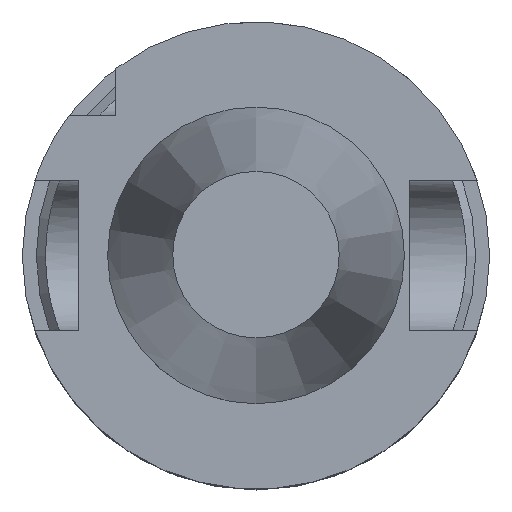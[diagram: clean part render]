
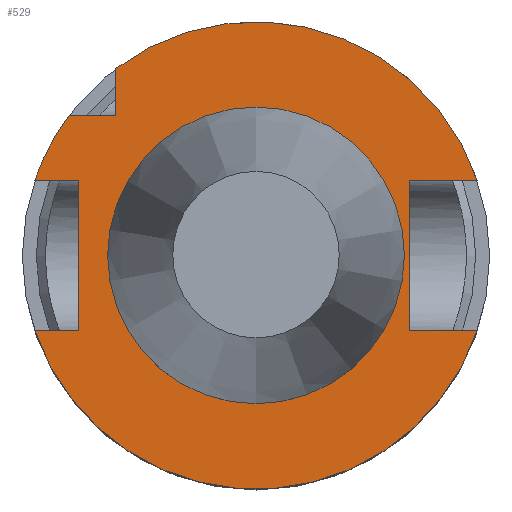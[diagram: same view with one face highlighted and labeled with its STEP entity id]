
A CAD part, top view. The second image highlights one B-rep face of the part: STEP entity #529.
In plain terms, the highlighted planar face has unit normal (0, 0, 1).
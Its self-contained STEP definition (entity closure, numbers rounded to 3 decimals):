
#208=EDGE_CURVE('240[2]',#638,#639,#640,.T.);
#316=EDGE_CURVE('240[2]',#639,#804,#810,.T.);
#318=EDGE_CURVE('240[2]',#812,#754,#813,.T.);
#328=EDGE_CURVE('240[2]',#697,#827,#828,.T.);
#370=EDGE_CURVE('240[2]',#889,#889,#890,.T.);
#414=EDGE_CURVE('240[2]',#738,#827,#948,.T.);
#498=EDGE_CURVE('240[2]',#845,#738,#1049,.T.);
#505=EDGE_CURVE('240[2]',#876,#944,#1059,.T.);
#521=EDGE_CURVE('240[2]',#876,#804,#1079,.T.);
#529=ADVANCED_FACE('240[2]',(#1088,#1089),#1090,.T.);
#542=EDGE_CURVE('240[2]',#845,#754,#1104,.T.);
#567=EDGE_CURVE('240[2]',#944,#812,#1132,.T.);
#578=EDGE_CURVE('240[2]',#697,#638,#1144,.T.);
#638=VERTEX_POINT('',#1208);
#639=VERTEX_POINT('',#1209);
#640=LINE('',#1210,#1211);
#697=VERTEX_POINT('',#1298);
#738=VERTEX_POINT('',#1379);
#754=VERTEX_POINT('',#1402);
#804=VERTEX_POINT('',#1499);
#810=LINE('',#1509,#1510);
#812=VERTEX_POINT('',#1513);
#813=LINE('',#1514,#1515);
#827=VERTEX_POINT('',#1550);
#828=CIRCLE('',#1551,25.0);
#845=VERTEX_POINT('',#1584);
#876=VERTEX_POINT('',#1646);
#889=VERTEX_POINT('',#1698);
#890=CIRCLE('',#1699,15.875);
#944=VERTEX_POINT('',#1865);
#948=LINE('',#1871,#1872);
#1049=LINE('',#2110,#2111);
#1059=LINE('',#2124,#2125);
#1079=CIRCLE('',#2172,25.0);
#1088=FACE_OUTER_BOUND('',#2193,.T.);
#1089=FACE_BOUND('',#2194,.T.);
#1090=PLANE('',#2195);
#1104=CIRCLE('',#2217,25.0);
#1132=LINE('',#2268,#2269);
#1144=LINE('',#2288,#2289);
#1208=CARTESIAN_POINT('',(-19.0,8.05,-3.2));
#1209=CARTESIAN_POINT('',(-19.0,-8.05,-3.2));
#1210=CARTESIAN_POINT('',(-19.0,10.219,-3.2));
#1211=VECTOR('',#2349,1.0);
#1298=CARTESIAN_POINT('',(-23.668,8.05,-3.2));
#1379=CARTESIAN_POINT('',(-15.0,15.0,-3.2));
#1402=CARTESIAN_POINT('',(23.668,8.05,-3.2));
#1499=CARTESIAN_POINT('',(-23.668,-8.05,-3.2));
#1509=CARTESIAN_POINT('',(-11.75,-8.05,-3.2));
#1510=VECTOR('',#2503,1.0);
#1513=CARTESIAN_POINT('',(16.4,8.05,-3.2));
#1514=CARTESIAN_POINT('',(11.1,8.05,-3.2));
#1515=VECTOR('',#2504,1.0);
#1550=CARTESIAN_POINT('',(-20.0,15.0,-3.2));
#1551=AXIS2_PLACEMENT_3D('',#2518,#2519,#2520);
#1584=CARTESIAN_POINT('',(-15.0,20.0,-3.2));
#1646=CARTESIAN_POINT('',(23.668,-8.05,-3.2));
#1698=CARTESIAN_POINT('',(0.,15.875,-3.2));
#1699=AXIS2_PLACEMENT_3D('',#2580,#2581,#2582);
#1865=CARTESIAN_POINT('',(16.4,-8.05,-3.2));
#1871=CARTESIAN_POINT('',(-9.435,15.0,-3.2));
#1872=VECTOR('',#2645,1.0);
#2110=CARTESIAN_POINT('',(-15.0,19.654,-3.2));
#2111=VECTOR('',#2792,1.0);
#2124=CARTESIAN_POINT('',(11.1,-8.05,-3.2));
#2125=VECTOR('',#2810,1.0);
#2172=AXIS2_PLACEMENT_3D('',#2825,#2826,#2827);
#2193=EDGE_LOOP('',(#2837,#2838,#2839,#2840,#2841,#2842,#2843,#2844,#2845,#2846,#2847));
#2194=EDGE_LOOP('',(#2848));
#2195=AXIS2_PLACEMENT_3D('',#2849,#2850,#2851);
#2217=AXIS2_PLACEMENT_3D('',#2869,#2870,#2871);
#2268=CARTESIAN_POINT('',(16.4,10.219,-3.2));
#2269=VECTOR('',#2908,1.0);
#2288=CARTESIAN_POINT('',(-11.75,8.05,-3.2));
#2289=VECTOR('',#2922,1.0);
#2349=DIRECTION('',(0.0,-1.0,0.));
#2503=DIRECTION('',(-1.0,0.,0.));
#2504=DIRECTION('',(1.0,0.,0.));
#2518=CARTESIAN_POINT('',(0.,0.,-3.2));
#2519=DIRECTION('',(0.,0.,-1.0));
#2520=DIRECTION('',(0.,1.0,0.));
#2580=CARTESIAN_POINT('',(0.,0.,-3.2));
#2581=DIRECTION('',(0.,0.,-1.0));
#2582=DIRECTION('',(0.,1.0,0.));
#2645=DIRECTION('',(-1.0,0.,0.));
#2792=DIRECTION('',(0.,-1.0,0.));
#2810=DIRECTION('',(-1.0,0.,0.));
#2825=CARTESIAN_POINT('',(0.,0.,-3.2));
#2826=DIRECTION('',(0.,0.,-1.0));
#2827=DIRECTION('',(0.,1.0,0.));
#2837=ORIENTED_EDGE('',*,*,#498,.T.);
#2838=ORIENTED_EDGE('',*,*,#414,.T.);
#2839=ORIENTED_EDGE('',*,*,#328,.F.);
#2840=ORIENTED_EDGE('',*,*,#578,.T.);
#2841=ORIENTED_EDGE('',*,*,#208,.T.);
#2842=ORIENTED_EDGE('',*,*,#316,.T.);
#2843=ORIENTED_EDGE('',*,*,#521,.F.);
#2844=ORIENTED_EDGE('',*,*,#505,.T.);
#2845=ORIENTED_EDGE('',*,*,#567,.T.);
#2846=ORIENTED_EDGE('',*,*,#318,.T.);
#2847=ORIENTED_EDGE('',*,*,#542,.F.);
#2848=ORIENTED_EDGE('',*,*,#370,.T.);
#2849=CARTESIAN_POINT('',(0.,20.437,-3.2));
#2850=DIRECTION('',(0.,0.,1.0));
#2851=DIRECTION('',(1.0,0.,0.0));
#2869=CARTESIAN_POINT('',(0.,0.,-3.2));
#2870=DIRECTION('',(0.,0.,-1.0));
#2871=DIRECTION('',(0.,1.0,0.));
#2908=DIRECTION('',(0.,1.0,0.));
#2922=DIRECTION('',(1.0,0.,0.));
